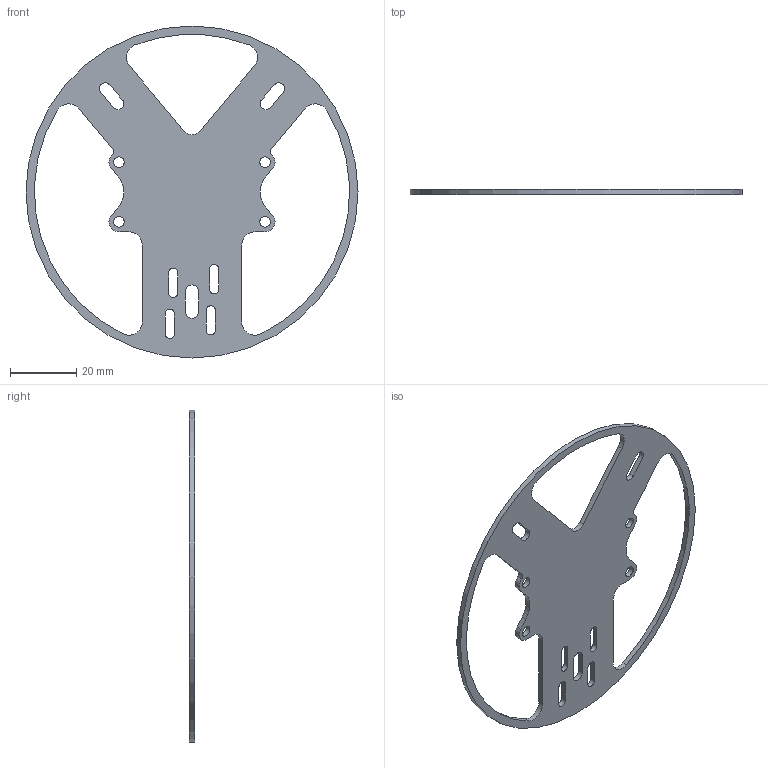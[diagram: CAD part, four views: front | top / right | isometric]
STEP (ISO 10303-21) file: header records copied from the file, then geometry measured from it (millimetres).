
FILE_DESCRIPTION(/* description */ (''),/* implementation_level */ '2;1');
FILE_NAME(/* name */ '23e19097-c735-42d0-aed6-dd89563f1ffa.stp',/* time_stamp */ '2022-10-31T22:46:59Z',/* author */ (''),/* organization */ (''),/* preprocessor_version */ 'ST-DEVELOPER v19.2',/* originating_system */ 'Autodesk Translation Framework v11.17.0.187',/* authorisation */ '');
FILE_SCHEMA (('AUTOMOTIVE_DESIGN { 1 0 10303 214 3 1 1 }'));
Length unit declared in the file: millimetre
Products named in the file (1): SpinnerV3_BaseplateV2 v1
Bounding box: 100 x 1.6 x 100 mm (x, y, z)
Volume: 6380.5 mm3; surface area: 9513.2 mm2
Topology: 1 solids, 1 shells, 69 faces, 201 edges, 134 vertices
Faces by surface type: cylinder 39, plane 30
Full cylindrical faces by diameter (mm): 3.2 x4, 100 x1
Entity records: 2409 total; most frequent: DIRECTION 419, CARTESIAN_POINT 405, ORIENTED_EDGE 402, EDGE_CURVE 201, AXIS2_PLACEMENT_3D 148, VERTEX_POINT 134, LINE 123, VECTOR 123
